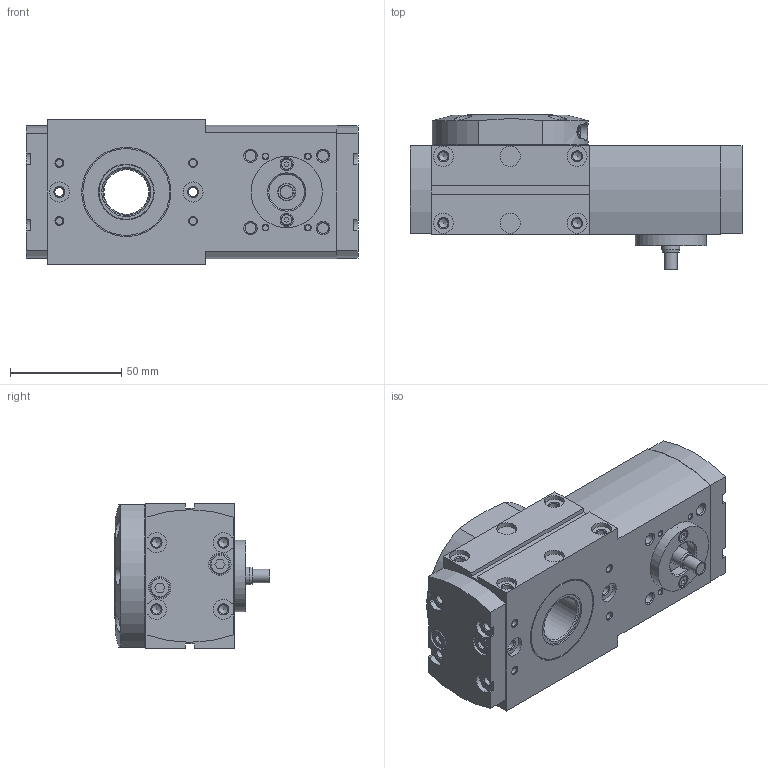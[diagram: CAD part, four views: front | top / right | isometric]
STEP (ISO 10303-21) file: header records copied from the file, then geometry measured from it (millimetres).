
FILE_DESCRIPTION(/* description */ ('STEP AP214'),/* implementation_level */ '2;1');
FILE_NAME(/* name */ '552706_ERMB-20',/* time_stamp */ '2024-08-28T05:22:32+02:00',/* author */ ('License CC BY-ND 4.0'),/* organization */ ('CADENAS'),/* preprocessor_version */ 'ST-DEVELOPER v19.3',/* originating_system */ 'PARTsolutions',/* authorisation */ ' ');
FILE_SCHEMA (('AUTOMOTIVE_DESIGN {1 0 10303 214 3 1 1}'));
Length unit declared in the file: millimetre
Products named in the file (5): 552706 ERMB-20; 552706ERMB-20---(B); 552706ERMB-20---(R); 552706ERMB-20---(Z); 552706ERMB-20---(W)
Assembly tree (4 placements, depth 2):
  552706 ERMB-20
    552706ERMB-20---(B)
    552706ERMB-20---(R)
    552706ERMB-20---(Z)
    552706ERMB-20---(W)
Bounding box: 149 x 69.9 x 65 mm (x, y, z)
Volume: 271453.9 mm3; surface area: 88759.7 mm2
Topology: 4 solids, 6 shells, 436 faces, 990 edges, 642 vertices
Faces by surface type: plane 196, cylinder 149, cone 88, torus 3
Full cylindrical faces by diameter (mm): 2.459 x5, 3 x2, 3.242 x12, 3.4 x2, 4 x1, 4.134 x20, 4.3 x4, 4.5 x6, 4.8 x2, 4.917 x4, 5 x3, 6 x3, 6.917 x2, 7 x4, 8 x10, 9 x20, 9.67 x1, 10 x4, 16 x1, 19 x1, 20 x1, 20.917 x1, 25 x1, 25.01 x1, 27.4 x1, 28 x1, 32 x1, 37.5 x1, 38 x2, 38.99 x1
Entity records: 11073 total; most frequent: DIRECTION 1938, CARTESIAN_POINT 1906, ORIENTED_EDGE 1424, FACE_BOUND 823, AXIS2_PLACEMENT_3D 807, EDGE_LOOP 802, EDGE_CURVE 712, VERTEX_POINT 601
